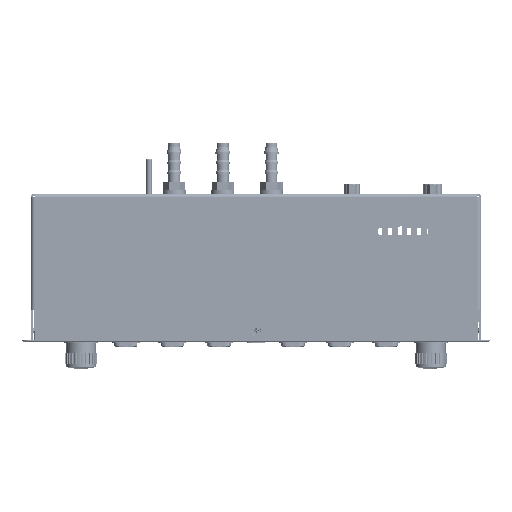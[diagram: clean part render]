
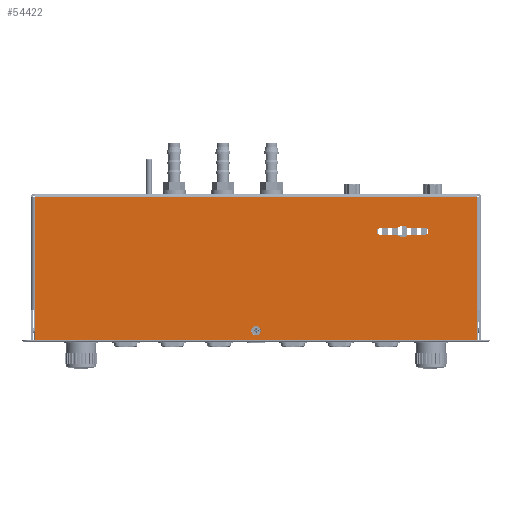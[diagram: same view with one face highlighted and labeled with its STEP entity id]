
A CAD part, front view. The second image highlights one B-rep face of the part: STEP entity #54422.
In plain terms, the highlighted planar face has unit normal (0, -1, 0).
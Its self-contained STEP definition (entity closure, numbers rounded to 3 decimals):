
#15334=LINE('',#225763,#32708);
#15340=LINE('',#225787,#32714);
#15344=LINE('',#225799,#32718);
#15348=LINE('',#225811,#32722);
#15354=LINE('',#225835,#32728);
#15358=LINE('',#225846,#32732);
#15672=LINE('',#226805,#33046);
#15673=LINE('',#226808,#33047);
#15674=LINE('',#226810,#33048);
#15675=LINE('',#226812,#33049);
#32708=VECTOR('',#177551,1.);
#32714=VECTOR('',#177577,1.);
#32718=VECTOR('',#177589,1.);
#32722=VECTOR('',#177601,1.);
#32728=VECTOR('',#177627,1.);
#32732=VECTOR('',#177639,1.);
#33046=VECTOR('',#178609,1.);
#33047=VECTOR('',#178610,1.);
#33048=VECTOR('',#178611,1.);
#33049=VECTOR('',#178612,1.);
#46059=PLANE('',#156748);
#54422=ADVANCED_FACE('',(#61027,#61028,#61029),#46059,.T.);
#61027=FACE_BOUND('',#65813,.T.);
#61028=FACE_BOUND('',#65814,.T.);
#61029=FACE_BOUND('',#65815,.T.);
#65813=EDGE_LOOP('',(#87516));
#65814=EDGE_LOOP('',(#87517,#87518,#87519,#87520,#87521,#87522,#87523,#87524,
#87525,#87526,#87527,#87528,#87529,#87530,#87531,#87532));
#65815=EDGE_LOOP('',(#87533,#87534,#87535,#87536));
#87516=ORIENTED_EDGE('',*,*,#131194,.T.);
#87517=ORIENTED_EDGE('',*,*,#135762,.T.);
#87518=ORIENTED_EDGE('',*,*,#135807,.T.);
#87519=ORIENTED_EDGE('',*,*,#135804,.T.);
#87520=ORIENTED_EDGE('',*,*,#135801,.T.);
#87521=ORIENTED_EDGE('',*,*,#135798,.T.);
#87522=ORIENTED_EDGE('',*,*,#135795,.T.);
#87523=ORIENTED_EDGE('',*,*,#135792,.T.);
#87524=ORIENTED_EDGE('',*,*,#135789,.T.);
#87525=ORIENTED_EDGE('',*,*,#135786,.T.);
#87526=ORIENTED_EDGE('',*,*,#135783,.T.);
#87527=ORIENTED_EDGE('',*,*,#135780,.T.);
#87528=ORIENTED_EDGE('',*,*,#135777,.T.);
#87529=ORIENTED_EDGE('',*,*,#135774,.T.);
#87530=ORIENTED_EDGE('',*,*,#135771,.T.);
#87531=ORIENTED_EDGE('',*,*,#135768,.T.);
#87532=ORIENTED_EDGE('',*,*,#135765,.T.);
#87533=ORIENTED_EDGE('',*,*,#136274,.F.);
#87534=ORIENTED_EDGE('',*,*,#136275,.F.);
#87535=ORIENTED_EDGE('',*,*,#136276,.F.);
#87536=ORIENTED_EDGE('',*,*,#136277,.F.);
#116084=VERTEX_POINT('',#216614);
#119153=VERTEX_POINT('',#225756);
#119154=VERTEX_POINT('',#225758);
#119156=VERTEX_POINT('',#225764);
#119158=VERTEX_POINT('',#225770);
#119160=VERTEX_POINT('',#225776);
#119162=VERTEX_POINT('',#225782);
#119164=VERTEX_POINT('',#225788);
#119166=VERTEX_POINT('',#225794);
#119168=VERTEX_POINT('',#225800);
#119170=VERTEX_POINT('',#225806);
#119172=VERTEX_POINT('',#225812);
#119174=VERTEX_POINT('',#225818);
#119176=VERTEX_POINT('',#225824);
#119178=VERTEX_POINT('',#225830);
#119180=VERTEX_POINT('',#225836);
#119182=VERTEX_POINT('',#225842);
#119500=VERTEX_POINT('',#226806);
#119501=VERTEX_POINT('',#226807);
#119502=VERTEX_POINT('',#226809);
#119503=VERTEX_POINT('',#226811);
#131194=EDGE_CURVE('',#116084,#116084,#150520,.T.);
#135762=EDGE_CURVE('',#119154,#119153,#150566,.T.);
#135765=EDGE_CURVE('',#119156,#119154,#15334,.T.);
#135768=EDGE_CURVE('',#119158,#119156,#150568,.T.);
#135771=EDGE_CURVE('',#119160,#119158,#150570,.T.);
#135774=EDGE_CURVE('',#119162,#119160,#150572,.T.);
#135777=EDGE_CURVE('',#119164,#119162,#15340,.T.);
#135780=EDGE_CURVE('',#119166,#119164,#150574,.T.);
#135783=EDGE_CURVE('',#119168,#119166,#15344,.T.);
#135786=EDGE_CURVE('',#119170,#119168,#150576,.T.);
#135789=EDGE_CURVE('',#119172,#119170,#15348,.T.);
#135792=EDGE_CURVE('',#119174,#119172,#150578,.T.);
#135795=EDGE_CURVE('',#119176,#119174,#150580,.T.);
#135798=EDGE_CURVE('',#119178,#119176,#150582,.T.);
#135801=EDGE_CURVE('',#119180,#119178,#15354,.T.);
#135804=EDGE_CURVE('',#119182,#119180,#150584,.T.);
#135807=EDGE_CURVE('',#119153,#119182,#15358,.T.);
#136274=EDGE_CURVE('',#119500,#119501,#15672,.T.);
#136275=EDGE_CURVE('',#119502,#119500,#15673,.T.);
#136276=EDGE_CURVE('',#119503,#119502,#15674,.T.);
#136277=EDGE_CURVE('',#119501,#119503,#15675,.T.);
#150520=CIRCLE('',#154810,2.4);
#150566=CIRCLE('',#156386,1.);
#150568=CIRCLE('',#156390,1.);
#150570=CIRCLE('',#156393,3.);
#150572=CIRCLE('',#156396,1.);
#150574=CIRCLE('',#156400,1.);
#150576=CIRCLE('',#156404,1.);
#150578=CIRCLE('',#156408,1.);
#150580=CIRCLE('',#156411,3.);
#150582=CIRCLE('',#156414,1.);
#150584=CIRCLE('',#156418,1.);
#154810=AXIS2_PLACEMENT_3D('',#216613,#169895,#169896);
#156386=AXIS2_PLACEMENT_3D('',#225757,#177545,#177546);
#156390=AXIS2_PLACEMENT_3D('',#225769,#177557,#177558);
#156393=AXIS2_PLACEMENT_3D('',#225775,#177564,#177565);
#156396=AXIS2_PLACEMENT_3D('',#225781,#177571,#177572);
#156400=AXIS2_PLACEMENT_3D('',#225793,#177583,#177584);
#156404=AXIS2_PLACEMENT_3D('',#225805,#177595,#177596);
#156408=AXIS2_PLACEMENT_3D('',#225817,#177607,#177608);
#156411=AXIS2_PLACEMENT_3D('',#225823,#177614,#177615);
#156414=AXIS2_PLACEMENT_3D('',#225829,#177621,#177622);
#156418=AXIS2_PLACEMENT_3D('',#225841,#177633,#177634);
#156748=AXIS2_PLACEMENT_3D('',#226813,#178613,#178614);
#169895=DIRECTION('',(0.,1.,0.));
#169896=DIRECTION('',(0.,0.,-1.));
#177545=DIRECTION('',(0.,1.,0.));
#177546=DIRECTION('',(1.,0.,0.));
#177551=DIRECTION('',(-1.,0.,0.));
#177557=DIRECTION('',(0.,-1.,0.));
#177558=DIRECTION('',(1.,0.,0.));
#177564=DIRECTION('',(0.,1.,0.));
#177565=DIRECTION('',(1.,0.,0.));
#177571=DIRECTION('',(0.,-1.,0.));
#177572=DIRECTION('',(1.,0.,0.));
#177577=DIRECTION('',(-1.,0.,0.));
#177583=DIRECTION('',(0.,1.,0.));
#177584=DIRECTION('',(1.,0.,0.));
#177589=DIRECTION('',(0.,0.,-1.));
#177595=DIRECTION('',(0.,1.,0.));
#177596=DIRECTION('',(1.,0.,0.));
#177601=DIRECTION('',(1.,0.,0.));
#177607=DIRECTION('',(0.,-1.,0.));
#177608=DIRECTION('',(1.,0.,0.));
#177614=DIRECTION('',(0.,1.,0.));
#177615=DIRECTION('',(1.,0.,0.));
#177621=DIRECTION('',(0.,-1.,0.));
#177622=DIRECTION('',(1.,0.,0.));
#177627=DIRECTION('',(1.,0.,0.));
#177633=DIRECTION('',(0.,1.,0.));
#177634=DIRECTION('',(1.,0.,0.));
#177639=DIRECTION('',(0.,0.,1.));
#178609=DIRECTION('',(1.,0.,0.));
#178610=DIRECTION('',(0.,0.,1.));
#178611=DIRECTION('',(-1.,0.,0.));
#178612=DIRECTION('',(0.,0.,-1.));
#178613=DIRECTION('',(0.,-1.,0.));
#178614=DIRECTION('',(1.,0.,0.));
#216613=CARTESIAN_POINT('',(-176.057,2.177,197.148));
#216614=CARTESIAN_POINT('',(-176.057,2.177,194.748));
#225756=CARTESIAN_POINT('',(-113.657,2.177,247.548));
#225757=CARTESIAN_POINT('',(-112.657,2.177,247.548));
#225758=CARTESIAN_POINT('',(-112.657,2.177,246.548));
#225763=CARTESIAN_POINT('',(-144.357,2.177,246.548));
#225764=CARTESIAN_POINT('',(-103.697,2.177,246.548));
#225769=CARTESIAN_POINT('',(-103.697,2.177,245.548));
#225770=CARTESIAN_POINT('',(-102.937,2.177,246.198));
#225775=CARTESIAN_POINT('',(-100.657,2.177,248.148));
#225776=CARTESIAN_POINT('',(-98.378,2.177,246.198));
#225781=CARTESIAN_POINT('',(-97.618,2.177,245.548));
#225782=CARTESIAN_POINT('',(-97.618,2.177,246.548));
#225787=CARTESIAN_POINT('',(-136.838,2.177,246.548));
#225788=CARTESIAN_POINT('',(-88.657,2.177,246.548));
#225793=CARTESIAN_POINT('',(-88.657,2.177,247.548));
#225794=CARTESIAN_POINT('',(-87.657,2.177,247.548));
#225799=CARTESIAN_POINT('',(-87.657,2.177,238.566));
#225800=CARTESIAN_POINT('',(-87.657,2.177,248.748));
#225805=CARTESIAN_POINT('',(-88.657,2.177,248.748));
#225806=CARTESIAN_POINT('',(-88.657,2.177,249.748));
#225811=CARTESIAN_POINT('',(-132.357,2.177,249.748));
#225812=CARTESIAN_POINT('',(-97.618,2.177,249.748));
#225817=CARTESIAN_POINT('',(-97.618,2.177,250.748));
#225818=CARTESIAN_POINT('',(-98.378,2.177,250.098));
#225823=CARTESIAN_POINT('',(-100.657,2.177,248.148));
#225824=CARTESIAN_POINT('',(-102.937,2.177,250.098));
#225829=CARTESIAN_POINT('',(-103.697,2.177,250.748));
#225830=CARTESIAN_POINT('',(-103.697,2.177,249.748));
#225835=CARTESIAN_POINT('',(-139.877,2.177,249.748));
#225836=CARTESIAN_POINT('',(-112.657,2.177,249.748));
#225841=CARTESIAN_POINT('',(-112.657,2.177,248.748));
#225842=CARTESIAN_POINT('',(-113.657,2.177,248.748));
#225846=CARTESIAN_POINT('',(-113.657,2.177,239.166));
#226805=CARTESIAN_POINT('',(-119.107,2.177,265.648));
#226806=CARTESIAN_POINT('',(-289.957,2.177,265.648));
#226807=CARTESIAN_POINT('',(-62.157,2.177,265.648));
#226808=CARTESIAN_POINT('',(-289.957,2.177,266.723));
#226809=CARTESIAN_POINT('',(-289.957,2.177,192.448));
#226810=CARTESIAN_POINT('',(-289.957,2.177,192.448));
#226811=CARTESIAN_POINT('',(-62.157,2.177,192.448));
#226812=CARTESIAN_POINT('',(-62.157,2.177,192.448));
#226813=CARTESIAN_POINT('',(-176.057,2.177,229.585));
